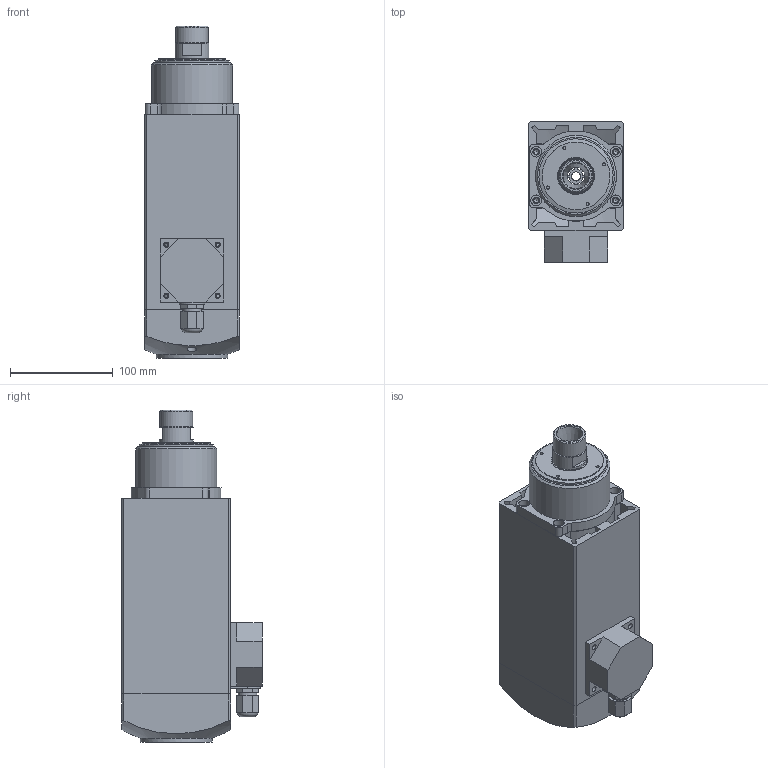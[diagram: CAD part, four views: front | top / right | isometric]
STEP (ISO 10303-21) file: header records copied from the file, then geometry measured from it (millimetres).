
FILE_DESCRIPTION(/* description */ (''),/* implementation_level */ '2;1');
FILE_NAME(/* name */ 'GDF53-9Z-2.2-00.stp',/* time_stamp */ '2021-03-03T12:39:47+08:00',/* author */ (''),/* organization */ (''),/* preprocessor_version */ 'ST-DEVELOPER v16',/* originating_system */ 'SIEMENS PLM Software NX 10.0',/* authorisation */ '');
FILE_SCHEMA (('AUTOMOTIVE_DESIGN { 1 0 10303 214 3 1 1 1 }'));
Length unit declared in the file: millimetre
Products named in the file (9): _model14; 风罩; 后轴承座; 密封盖; 前盖; 轴; 端盖; 机壳; GDF53-9Z-2.2-00
Assembly tree (8 placements, depth 2):
  GDF53-9Z-2.2-00
    机壳
    端盖
    轴
    前盖
    密封盖
    后轴承座
    风罩
    _model14
Bounding box: 92 x 136.8 x 323.7 mm (x, y, z)
Volume: 1094917 mm3; surface area: 379234.9 mm2
Topology: 10 solids, 10 shells, 428 faces, 1077 edges, 715 vertices
Faces by surface type: plane 207, cylinder 158, cone 50, torus 9, bspline 4
Full cylindrical faces by diameter (mm): 3 x4, 3.3 x7, 4 x4, 4.2 x6, 5 x8, 5.5 x2, 6.5 x4, 6.75 x10, 9 x3, 10.5 x5, 12 x1, 17 x1, 17.3 x1, 18 x1, 32 x1, 33 x1, 34 x1, 35 x3, 35.5 x1, 36.6 x1, 38.3 x1, 41 x1, 42 x1, 44 x2, 48 x2, 48.5 x1, 52 x1, 53.5 x1, 54.5 x1, 55 x2
Entity records: 12898 total; most frequent: CARTESIAN_POINT 2862, DIRECTION 2046, ORIENTED_EDGE 1730, EDGE_CURVE 865, AXIS2_PLACEMENT_3D 796, EDGE_LOOP 742, VERTEX_POINT 666, FACE_BOUND 546
